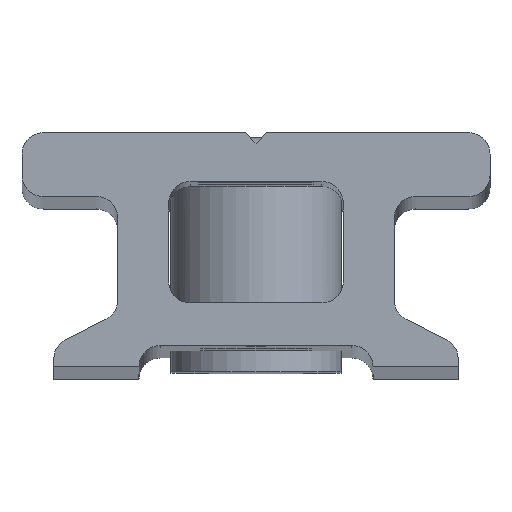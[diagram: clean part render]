
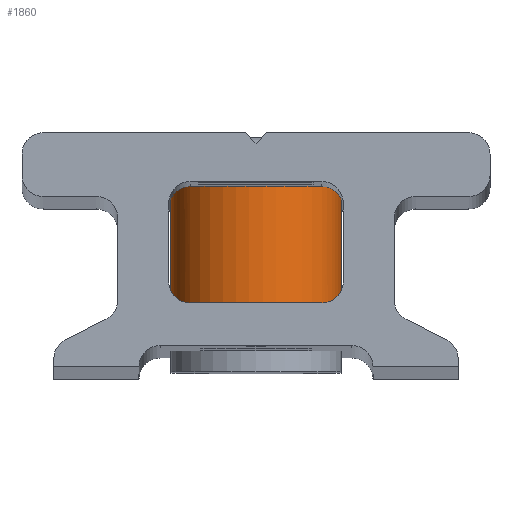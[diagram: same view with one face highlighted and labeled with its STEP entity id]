
A CAD part, top view. The second image highlights one B-rep face of the part: STEP entity #1860.
In plain terms, the highlighted cylindrical face has radius 4 mm (diameter 8 mm), a partial arc.
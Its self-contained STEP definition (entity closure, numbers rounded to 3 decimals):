
#19=B_SPLINE_CURVE_WITH_KNOTS('',3,(#2919,#2920,#2921,#2922,#2923,#2924,
#2925,#2926),.UNSPECIFIED.,.F.,.F.,(4,2,2,4),(0.451,0.581,
0.711,0.725),.UNSPECIFIED.);
#20=B_SPLINE_CURVE_WITH_KNOTS('',3,(#2928,#2929,#2930,#2931,#2932,#2933,
#2934,#2935),.UNSPECIFIED.,.F.,.F.,(4,2,2,4),(1.079,1.093,
1.223,1.353),.UNSPECIFIED.);
#21=B_SPLINE_CURVE_WITH_KNOTS('',3,(#2938,#2939,#2940,#2941,#2942,#2943,
#2944,#2945),.UNSPECIFIED.,.F.,.F.,(4,2,2,4),(1.353,1.483,
1.613,1.627),.UNSPECIFIED.);
#22=B_SPLINE_CURVE_WITH_KNOTS('',3,(#2947,#2948,#2949,#2950,#2951,#2952,
#2953,#2954),.UNSPECIFIED.,.F.,.F.,(4,2,2,4),(0.177,0.191,
0.321,0.451),.UNSPECIFIED.);
#162=LINE('',#2747,#311);
#176=LINE('',#2845,#325);
#311=VECTOR('',#2189,10.);
#325=VECTOR('',#2265,10.);
#469=FACE_OUTER_BOUND('',#575,.T.);
#575=EDGE_LOOP('',(#1355,#1356,#1357,#1358,#1359,#1360,#1361,#1362));
#711=CIRCLE('',#2004,4.);
#712=CIRCLE('',#2005,4.);
#799=VERTEX_POINT('',#2743);
#801=VERTEX_POINT('',#2746);
#834=VERTEX_POINT('',#2839);
#836=VERTEX_POINT('',#2843);
#849=VERTEX_POINT('',#2918);
#850=VERTEX_POINT('',#2927);
#851=VERTEX_POINT('',#2936);
#852=VERTEX_POINT('',#2946);
#988=EDGE_CURVE('',#799,#801,#162,.T.);
#1028=EDGE_CURVE('',#834,#836,#176,.T.);
#1054=EDGE_CURVE('',#834,#849,#19,.T.);
#1055=EDGE_CURVE('',#850,#836,#20,.T.);
#1056=EDGE_CURVE('',#851,#850,#711,.T.);
#1057=EDGE_CURVE('',#801,#851,#21,.T.);
#1058=EDGE_CURVE('',#852,#799,#22,.T.);
#1059=EDGE_CURVE('',#849,#852,#712,.T.);
#1355=ORIENTED_EDGE('',*,*,#1054,.F.);
#1356=ORIENTED_EDGE('',*,*,#1028,.T.);
#1357=ORIENTED_EDGE('',*,*,#1055,.F.);
#1358=ORIENTED_EDGE('',*,*,#1056,.F.);
#1359=ORIENTED_EDGE('',*,*,#1057,.F.);
#1360=ORIENTED_EDGE('',*,*,#988,.F.);
#1361=ORIENTED_EDGE('',*,*,#1058,.F.);
#1362=ORIENTED_EDGE('',*,*,#1059,.F.);
#1811=CYLINDRICAL_SURFACE('',#2003,4.);
#1860=ADVANCED_FACE('',(#469),#1811,.T.);
#2003=AXIS2_PLACEMENT_3D('',#2917,#2307,#2308);
#2004=AXIS2_PLACEMENT_3D('',#2937,#2309,#2310);
#2005=AXIS2_PLACEMENT_3D('',#2955,#2311,#2312);
#2189=DIRECTION('',(0.,-1.,0.));
#2265=DIRECTION('',(0.,-1.,0.));
#2307=DIRECTION('center_axis',(0.,-1.,0.));
#2308=DIRECTION('ref_axis',(-1.,0.,0.));
#2309=DIRECTION('center_axis',(0.,-1.,0.));
#2310=DIRECTION('ref_axis',(-1.,0.,0.));
#2311=DIRECTION('center_axis',(0.,1.,0.));
#2312=DIRECTION('ref_axis',(1.,0.,0.));
#2743=CARTESIAN_POINT('',(4.,-2.864,-129.31));
#2746=CARTESIAN_POINT('',(4.,-7.436,-129.31));
#2747=CARTESIAN_POINT('',(4.,0.,-129.31));
#2839=CARTESIAN_POINT('',(-4.,-2.864,-129.31));
#2843=CARTESIAN_POINT('',(-4.,-7.436,-129.31));
#2845=CARTESIAN_POINT('',(-4.,0.,-129.31));
#2917=CARTESIAN_POINT('Origin',(0.,0.,
-129.31));
#2918=CARTESIAN_POINT('',(-3.1,-2.3,-126.782));
#2919=CARTESIAN_POINT('Ctrl Pts',(-4.,-2.864,-129.31));
#2920=CARTESIAN_POINT('Ctrl Pts',(-4.,-2.864,-128.877));
#2921=CARTESIAN_POINT('Ctrl Pts',(-3.931,-2.712,-128.453));
#2922=CARTESIAN_POINT('Ctrl Pts',(-3.658,-2.448,-127.634));
#2923=CARTESIAN_POINT('Ctrl Pts',(-3.451,-2.328,-127.242));
#2924=CARTESIAN_POINT('Ctrl Pts',(-3.162,-2.302,-126.86));
#2925=CARTESIAN_POINT('Ctrl Pts',(-3.132,-2.3,-126.821));
#2926=CARTESIAN_POINT('Ctrl Pts',(-3.1,-2.3,-126.782));
#2927=CARTESIAN_POINT('',(-3.1,-8.,-126.782));
#2928=CARTESIAN_POINT('Ctrl Pts',(-3.1,-8.,-126.782));
#2929=CARTESIAN_POINT('Ctrl Pts',(-3.132,-8.,-126.821));
#2930=CARTESIAN_POINT('Ctrl Pts',(-3.162,-7.998,-126.86));
#2931=CARTESIAN_POINT('Ctrl Pts',(-3.451,-7.972,-127.242));
#2932=CARTESIAN_POINT('Ctrl Pts',(-3.658,-7.852,-127.634));
#2933=CARTESIAN_POINT('Ctrl Pts',(-3.931,-7.588,-128.453));
#2934=CARTESIAN_POINT('Ctrl Pts',(-4.,-7.436,-128.877));
#2935=CARTESIAN_POINT('Ctrl Pts',(-4.,-7.436,-129.31));
#2936=CARTESIAN_POINT('',(3.1,-8.,-126.782));
#2937=CARTESIAN_POINT('Origin',(0.,-8.,
-129.31));
#2938=CARTESIAN_POINT('Ctrl Pts',(4.,-7.436,-129.31));
#2939=CARTESIAN_POINT('Ctrl Pts',(4.,-7.436,-128.877));
#2940=CARTESIAN_POINT('Ctrl Pts',(3.931,-7.588,-128.453));
#2941=CARTESIAN_POINT('Ctrl Pts',(3.658,-7.852,-127.634));
#2942=CARTESIAN_POINT('Ctrl Pts',(3.451,-7.972,-127.242));
#2943=CARTESIAN_POINT('Ctrl Pts',(3.162,-7.998,-126.86));
#2944=CARTESIAN_POINT('Ctrl Pts',(3.132,-8.,-126.821));
#2945=CARTESIAN_POINT('Ctrl Pts',(3.1,-8.,-126.782));
#2946=CARTESIAN_POINT('',(3.1,-2.3,-126.782));
#2947=CARTESIAN_POINT('Ctrl Pts',(3.1,-2.3,-126.782));
#2948=CARTESIAN_POINT('Ctrl Pts',(3.132,-2.3,-126.821));
#2949=CARTESIAN_POINT('Ctrl Pts',(3.162,-2.302,-126.86));
#2950=CARTESIAN_POINT('Ctrl Pts',(3.451,-2.328,-127.242));
#2951=CARTESIAN_POINT('Ctrl Pts',(3.658,-2.448,-127.634));
#2952=CARTESIAN_POINT('Ctrl Pts',(3.931,-2.712,-128.453));
#2953=CARTESIAN_POINT('Ctrl Pts',(4.,-2.864,-128.877));
#2954=CARTESIAN_POINT('Ctrl Pts',(4.,-2.864,-129.31));
#2955=CARTESIAN_POINT('Origin',(0.,-2.3,
-129.31));
